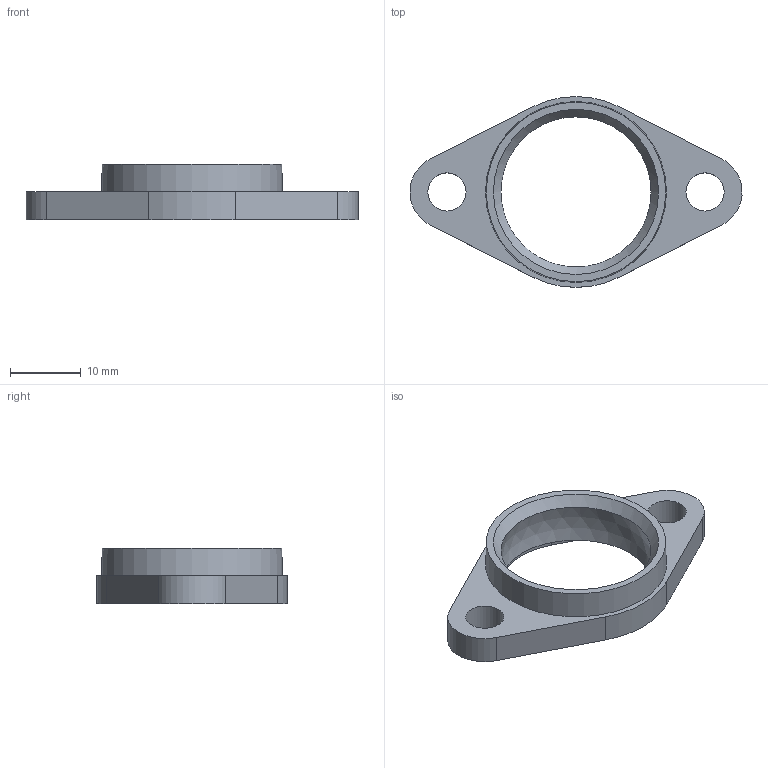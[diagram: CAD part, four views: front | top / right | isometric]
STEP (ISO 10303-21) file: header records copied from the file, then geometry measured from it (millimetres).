
FILE_DESCRIPTION(/* description */ ('STEP AP214'),/* implementation_level */ '2;1');
FILE_NAME(/* name */ '6876f84ecc95e74f1a4e5bf0',/* time_stamp */ '2025-07-16T00:54:38Z',/* author */ (''),/* organization */ (''),/* preprocessor_version */ 'ST-DEVELOPER v20',/* originating_system */ 'ONSHAPE BY PTC INC, 1.200',/* authorisation */ ' ');
FILE_SCHEMA (('AUTOMOTIVE_DESIGN {1 0 10303 214 3 1 1}'));
Length unit declared in the file: metre
Products named in the file (1): KFL08Housing
Bounding box: 46.96 x 27 x 7.9 mm (x, y, z)
Volume: 2143.9 mm3; surface area: 2288.5 mm2
Topology: 1 solids, 1 shells, 25 faces, 63 edges, 42 vertices
Faces by surface type: plane 12, cylinder 10, torus 1, cone 1, sphere 1
Full cylindrical faces by diameter (mm): 5.4 x2
Entity records: 812 total; most frequent: CARTESIAN_POINT 164, DIRECTION 132, ORIENTED_EDGE 116, EDGE_CURVE 58, AXIS2_PLACEMENT_3D 50, VERTEX_POINT 42, EDGE_LOOP 38, FACE_BOUND 38
